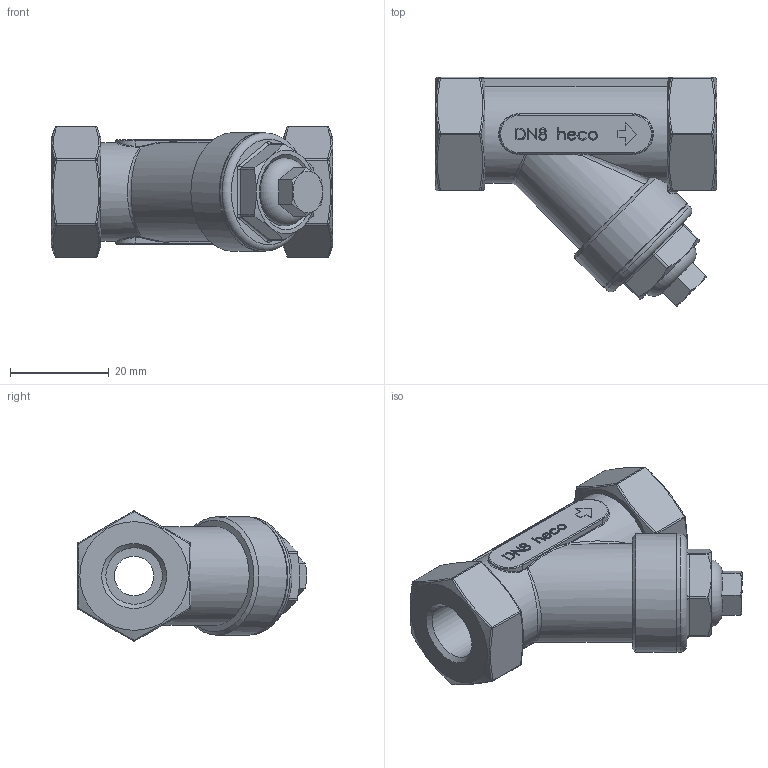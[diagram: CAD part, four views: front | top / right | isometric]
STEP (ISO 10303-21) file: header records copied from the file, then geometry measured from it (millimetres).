
FILE_DESCRIPTION (( 'STEP AP214' ), '1' );
FILE_NAME ('SF-014-000-4 Schmutzfänger heco step214.STEP', '2014-01-02T10:19:58', ( 'test' ), ( '' ), 'SwSTEP 2.0', 'SolidWorks 2011', '' );
FILE_SCHEMA (( 'AUTOMOTIVE_DESIGN' ));
Length unit declared in the file: millimetre
Products named in the file (1): SF-014-000-4 Schmutzfänger heco step214
Bounding box: 57 x 46.47 x 26.47 mm (x, y, z)
Volume: 27683.5 mm3; surface area: 8824.2 mm2
Topology: 1 solids, 1 shells, 522 faces, 1318 edges, 830 vertices
Faces by surface type: plane 215, bspline 202, cylinder 50, cone 22, sphere 21, torus 12
Full cylindrical faces by diameter (mm): 8 x1, 11.445 x2, 13.75 x1, 24 x2
Entity records: 32287 total; most frequent: CARTESIAN_POINT 15641, ORIENTED_EDGE 2564, DIRECTION 1617, EDGE_CURVE 1282, VERTEX_POINT 823, LINE 649, VECTOR 649, EDGE_LOOP 587
